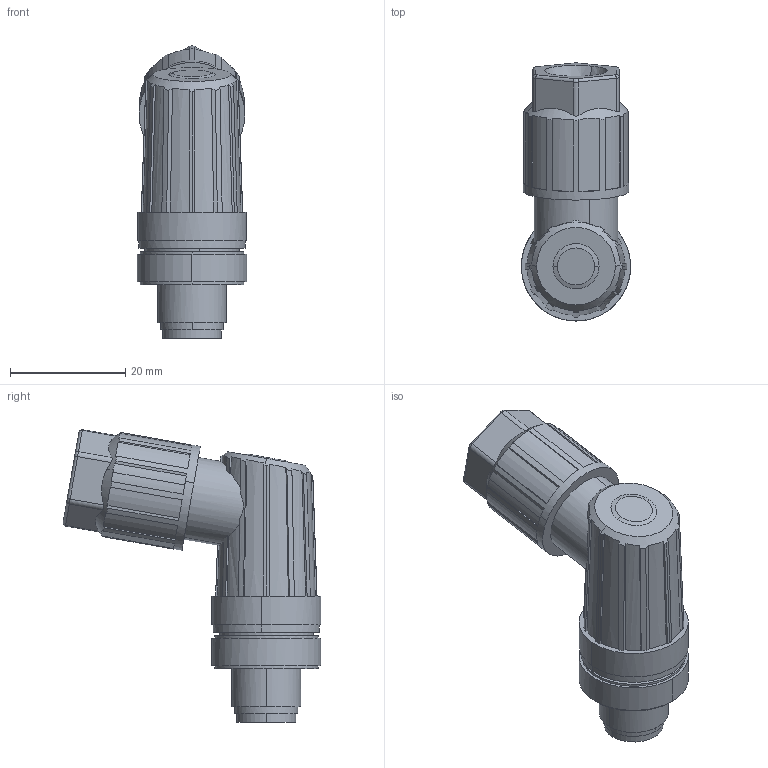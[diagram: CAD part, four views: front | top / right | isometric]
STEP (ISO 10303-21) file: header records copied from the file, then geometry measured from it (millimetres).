
FILE_DESCRIPTION(('CATIA V5 STEP Exchange','CAx-IF Rec.Pracs.--- Model Styling and Organization---1.4--- 2014-01-23'),'2;1');
FILE_NAME ('1142467-3_0', '2020-04-22T08:34:55+00:00', ('none'), ('Weidmueller'), 'CATIA Version 5-6 Release 2016 SP3 HF44', 'CATIA V5 STEP AP214', 'none');
FILE_SCHEMA(('AUTOMOTIVE_DESIGN { 1 0 10303 214 1 1 1 1 }'));
Length unit declared in the file: millimetre
Products named in the file (1): 2681570000
Bounding box: 19 x 44.84 x 50.88 mm (x, y, z)
Volume: 12627.7 mm3; surface area: 7855.7 mm2
Topology: 7 solids, 7 shells, 263 faces, 688 edges, 456 vertices
Faces by surface type: plane 126, cylinder 86, cone 45, bspline 6
Entity records: 8637 total; most frequent: CARTESIAN_POINT 2763, ORIENTED_EDGE 1376, DIRECTION 910, EDGE_CURVE 678, VERTEX_POINT 446, AXIS2_PLACEMENT_3D 419, EDGE_LOOP 282, ADVANCED_FACE 263
